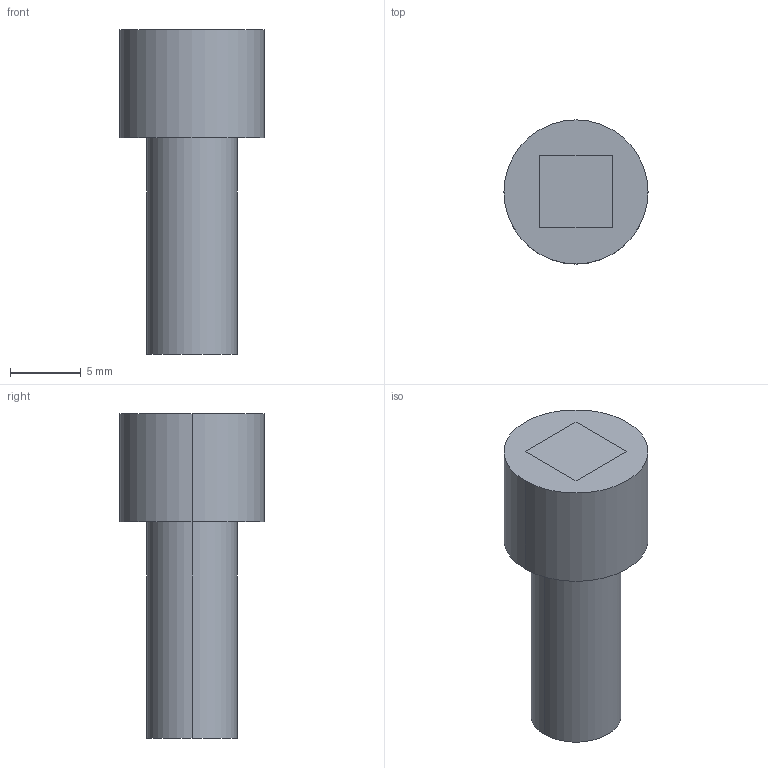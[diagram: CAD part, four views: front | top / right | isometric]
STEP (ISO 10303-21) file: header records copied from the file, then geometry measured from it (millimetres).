
FILE_DESCRIPTION((''),'2;1');
FILE_NAME('magnet.stp','2002-01-13T18:58:40',('Administrator'),(''),'Autodesk Inventor (tm) 3.0','Autodesk Inventor (tm) 3.0','');
FILE_SCHEMA(('CONFIG_CONTROL_DESIGN'));
Length unit declared in the file: inch
Products named in the file (3): magnet; magnet1; magnet2
Assembly tree (2 placements, depth 2):
  magnet
    magnet1
    magnet2
Bounding box: 10.16 x 10.16 x 22.86 mm (x, y, z)
Volume: 1100.4 mm3; surface area: 967.5 mm2
Topology: 2 solids, 2 shells, 18 faces, 36 edges, 24 vertices
Faces by surface type: plane 14, cylinder 4
Entity records: 837 total; most frequent: DIRECTION 90, CARTESIAN_POINT 83, ORIENTED_EDGE 72, EDGE_CURVE 36, AXIS2_PLACEMENT_3D 31, PERSON 28, ORGANIZATION 28, PERSON_AND_ORGANIZATION 28
